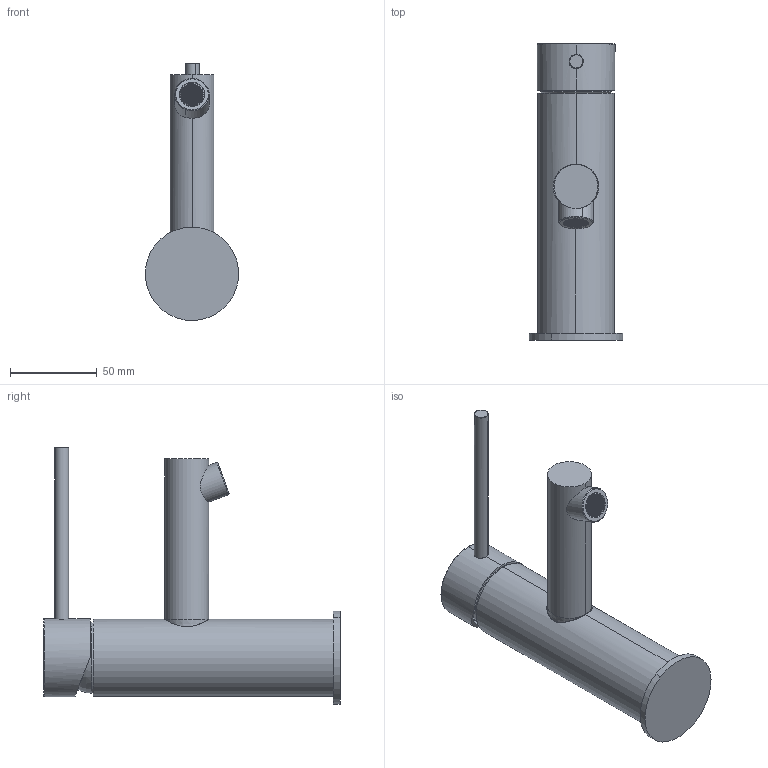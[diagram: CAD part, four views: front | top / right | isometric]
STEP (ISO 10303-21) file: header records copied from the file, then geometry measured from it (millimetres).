
FILE_DESCRIPTION (( 'STEP AP214' ), '1' );
FILE_NAME ('SUSSEX_SCALA_SBMP10_basin_mixer_with_100mm_pin_shell.STEP', '2021-07-16T05:22:38', ( '' ), ( '' ), 'SwSTEP 2.0', 'SolidWorks 2020', '' );
FILE_SCHEMA (( 'AUTOMOTIVE_DESIGN' ));
Length unit declared in the file: millimetre
Products named in the file (1): SUSSEX_SCALA_SBMP10_basin_mixer_with_100mm_pin_shell
Bounding box: 53.98 x 171.4 x 148.5 mm (x, y, z)
Volume: 308217.9 mm3; surface area: 57138.7 mm2
Topology: 8 solids, 8 shells, 1975 faces, 5965 edges, 3964 vertices
Faces by surface type: plane 1844, bspline 59, cylinder 46, cone 20, torus 6
Entity records: 88653 total; most frequent: CARTESIAN_POINT 13479, ORIENTED_EDGE 11930, DIRECTION 9893, EDGE_CURVE 5965, VECTOR 5599, LINE 5599, VERTEX_POINT 3964, EDGE_LOOP 2557
